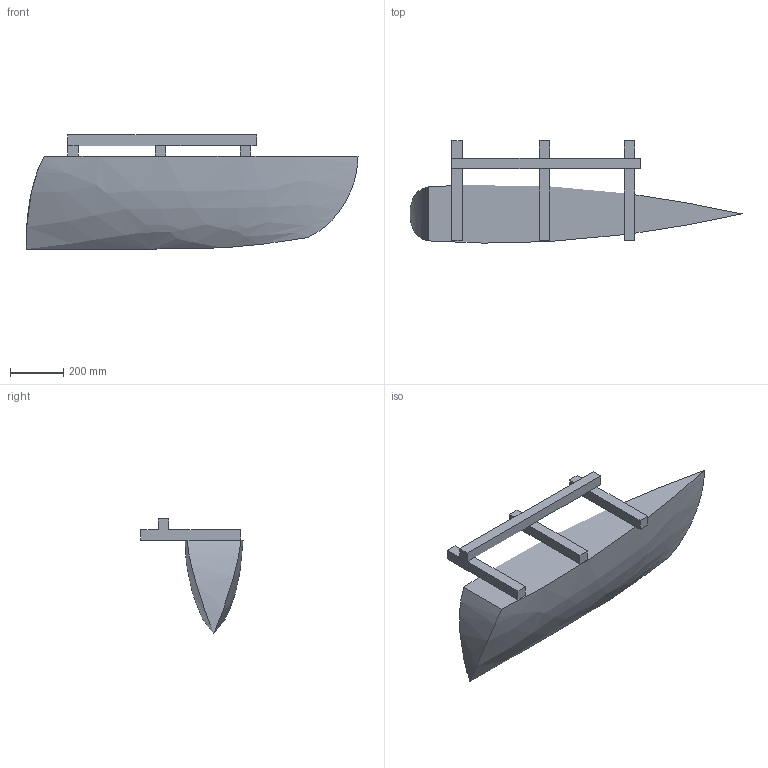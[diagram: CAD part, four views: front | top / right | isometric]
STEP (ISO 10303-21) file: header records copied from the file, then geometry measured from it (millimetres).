
FILE_DESCRIPTION(/* description */ (''),/* implementation_level */ '2;1');
FILE_NAME(/* name */ 'BARBAROS_ANALIZ_YARIM.step',/* time_stamp */ '2022-11-01T20:29:09+03:00',/* author */ (''),/* organization */ (''),/* preprocessor_version */ 'ST-DEVELOPER v19.2',/* originating_system */ 'Autodesk Translation Framework v11.17.0.187',/* authorisation */ '');
FILE_SCHEMA (('AUTOMOTIVE_DESIGN { 1 0 10303 214 3 1 1 }'));
Length unit declared in the file: centimetre
Products named in the file (1): FusionComponent
Bounding box: 1250 x 384.78 x 430 mm (x, y, z)
Volume: 49338114 mm3; surface area: 1323133.4 mm2
Topology: 1 solids, 1 shells, 40 faces, 116 edges, 69 vertices
Faces by surface type: plane 35, bspline 5
Entity records: 1556 total; most frequent: CARTESIAN_POINT 535, ORIENTED_EDGE 230, DIRECTION 163, EDGE_CURVE 115, LINE 91, VECTOR 91, VERTEX_POINT 69, FACE_OUTER_BOUND 40
